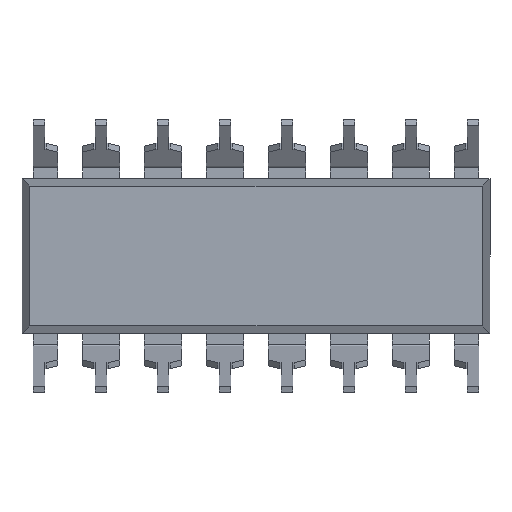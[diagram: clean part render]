
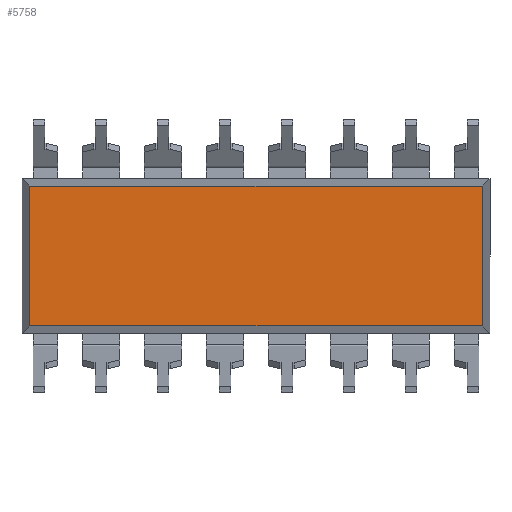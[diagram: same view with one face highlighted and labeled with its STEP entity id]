
A CAD part, front view. The second image highlights one B-rep face of the part: STEP entity #5758.
In plain terms, the highlighted planar face has unit normal (0, -1, 0).
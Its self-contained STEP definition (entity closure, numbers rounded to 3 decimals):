
#204 = CARTESIAN_POINT ( 'NONE',  ( 9.281, 0.38, -3.175 ) ) ;
#477 = CARTESIAN_POINT ( 'NONE',  ( -9.59, 0.38, -2.866 ) ) ;
#894 = DIRECTION ( 'NONE',  ( 0., -1., 0. ) ) ;
#987 = LINE ( 'NONE', #2725, #1847 ) ;
#996 = VERTEX_POINT ( 'NONE', #5612 ) ;
#1847 = VECTOR ( 'NONE', #2238, 1000. ) ;
#2127 = PLANE ( 'NONE',  #7420 ) ;
#2140 = LINE ( 'NONE', #477, #3385 ) ;
#2238 = DIRECTION ( 'NONE',  ( 0., 0., -1. ) ) ;
#2240 = ORIENTED_EDGE ( 'NONE', *, *, #7610, .T. ) ;
#2285 = DIRECTION ( 'NONE',  ( -1., 0., 0. ) ) ;
#2725 = CARTESIAN_POINT ( 'NONE',  ( -9.281, 0.38, 3.175 ) ) ;
#3385 = VECTOR ( 'NONE', #4192, 1000. ) ;
#3592 = VERTEX_POINT ( 'NONE', #3671 ) ;
#3671 = CARTESIAN_POINT ( 'NONE',  ( 9.281, 0.38, -2.866 ) ) ;
#4009 = DIRECTION ( 'NONE',  ( 0., 0., -1. ) ) ;
#4153 = CARTESIAN_POINT ( 'NONE',  ( 9.59, 0.38, 2.866 ) ) ;
#4192 = DIRECTION ( 'NONE',  ( 1., 0., 0. ) ) ;
#4248 = EDGE_CURVE ( 'NONE', #8028, #3592, #2140, .T. ) ;
#4306 = VECTOR ( 'NONE', #7671, 1000. ) ;
#4313 = VERTEX_POINT ( 'NONE', #4749 ) ;
#4747 = EDGE_CURVE ( 'NONE', #996, #8028, #987, .T. ) ;
#4749 = CARTESIAN_POINT ( 'NONE',  ( 9.281, 0.38, 2.866 ) ) ;
#4780 = EDGE_LOOP ( 'NONE', ( #7330, #2240, #6240, #7811 ) ) ;
#5139 = VECTOR ( 'NONE', #2285, 1000. ) ;
#5404 = LINE ( 'NONE', #4153, #5139 ) ;
#5415 = EDGE_CURVE ( 'NONE', #4313, #996, #5404, .T. ) ;
#5612 = CARTESIAN_POINT ( 'NONE',  ( -9.281, 0.38, 2.866 ) ) ;
#5758 = ADVANCED_FACE ( 'NONE', ( #7388 ), #2127, .T. ) ;
#6240 = ORIENTED_EDGE ( 'NONE', *, *, #5415, .T. ) ;
#6259 = CARTESIAN_POINT ( 'NONE',  ( -9.281, 0.38, -2.866 ) ) ;
#7132 = CARTESIAN_POINT ( 'NONE',  ( 0., 0.38, 0. ) ) ;
#7330 = ORIENTED_EDGE ( 'NONE', *, *, #4248, .T. ) ;
#7388 = FACE_OUTER_BOUND ( 'NONE', #4780, .T. ) ;
#7420 = AXIS2_PLACEMENT_3D ( 'NONE', #7132, #894, #4009 ) ;
#7610 = EDGE_CURVE ( 'NONE', #3592, #4313, #7935, .T. ) ;
#7671 = DIRECTION ( 'NONE',  ( 0., 0., 1. ) ) ;
#7811 = ORIENTED_EDGE ( 'NONE', *, *, #4747, .T. ) ;
#7935 = LINE ( 'NONE', #204, #4306 ) ;
#8028 = VERTEX_POINT ( 'NONE', #6259 ) ;
